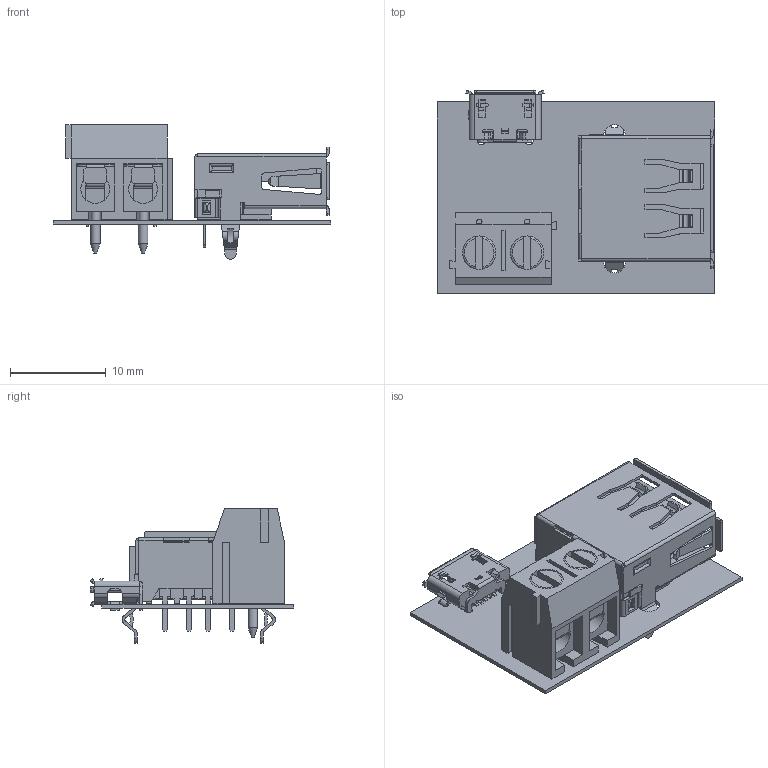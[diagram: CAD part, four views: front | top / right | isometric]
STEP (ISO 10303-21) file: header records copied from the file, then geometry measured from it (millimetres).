
FILE_DESCRIPTION(('Open CASCADE Model'),'2;1');
FILE_NAME('Open CASCADE Shape Model','2024-03-24T23:38:23',('Author'),( 'Open CASCADE'),'Open CASCADE STEP processor 7.5','Open CASCADE 7.5' ,'Unknown');
FILE_SCHEMA(('AUTOMOTIVE_DESIGN { 1 0 10303 214 1 1 1 1 }'));
Length unit declared in the file: millimetre
Products named in the file (18): PCB; Board; Open CASCADE STEP translator 7.5 1.1.1; J3; 691102710002; 691502710002; 6911027100xx_CAGE; 6911027100xx_PIN; 6911027100xx_VIS; J2; 61400416021; 61400416021_Insulator; 61400416021_Contact Plating; 61400416021_Shielding; J1; 1050170001; Open CASCADE STEP translator 7.5 1.4.1.1; Open CASCADE STEP translator 7.5 1.4.1.2
Assembly tree (23 placements, depth 4):
  PCB
    Board
      Open CASCADE STEP translator 7.5 1.1.1
    J3
      691102710002
        691502710002
        6911027100xx_CAGE  x2
        6911027100xx_PIN  x2
        6911027100xx_VIS  x2
    J2
      61400416021
        61400416021_Insulator
        61400416021_Contact Plating  x4
        61400416021_Shielding
    J1
      1050170001
        Open CASCADE STEP translator 7.5 1.4.1.1
        Open CASCADE STEP translator 7.5 1.4.1.2
Bounding box: 29 x 21.2 x 14.03 mm (x, y, z)
Volume: 1367.4 mm3; surface area: 4963.1 mm2
Topology: 15 solids, 15 shells, 1403 faces, 4089 edges, 2762 vertices
Faces by surface type: plane 931, cylinder 454, cone 8, torus 6, sphere 4
Full cylindrical faces by diameter (mm): 0.6 x2, 0.85 x2, 0.92 x4, 1 x2, 1.3 x2, 2 x2, 2.3 x2, 2.5 x2, 2.75 x2, 3 x2, 3.5 x4
Entity records: 45542 total; most frequent: CARTESIAN_POINT 7395, ORIENTED_EDGE 6926, DIRECTION 6709, EDGE_CURVE 3463, LINE 2713, VECTOR 2713, VERTEX_POINT 2250, AXIS2_PLACEMENT_3D 1998
